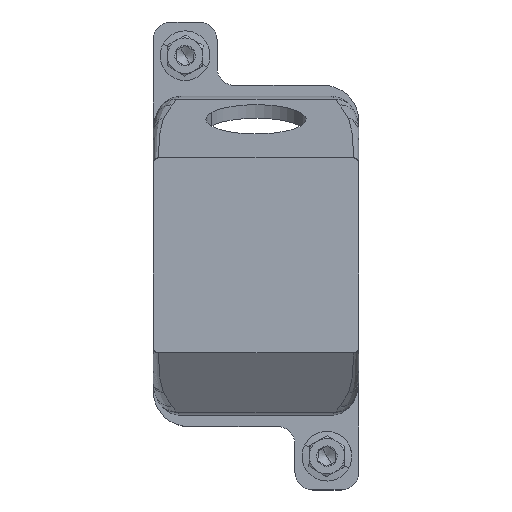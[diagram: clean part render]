
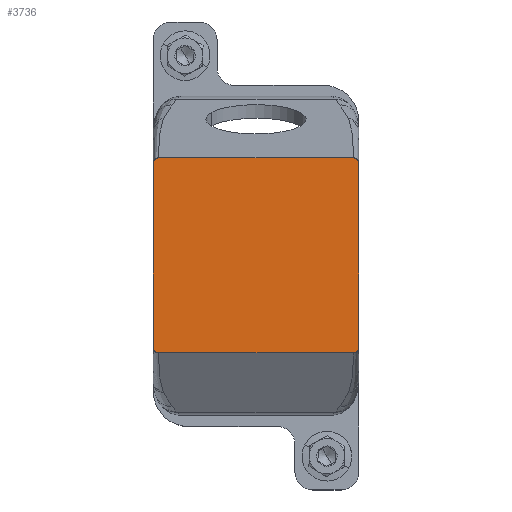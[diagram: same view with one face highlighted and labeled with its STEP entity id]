
A CAD part, top view. The second image highlights one B-rep face of the part: STEP entity #3736.
In plain terms, the highlighted planar face has unit normal (0, 0, 1).
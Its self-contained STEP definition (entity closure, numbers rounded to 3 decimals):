
#3657=AXIS2_PLACEMENT_3D('Plane Axis2P3D',#3654,#3655,#3656) ;
#2702=CARTESIAN_POINT('Vertex',(1.5,93.5,111.)) ;
#2705=CARTESIAN_POINT('Line Origine',(29.,93.5,111.)) ;
#2709=CARTESIAN_POINT('Vertex',(56.5,93.5,111.)) ;
#3615=CARTESIAN_POINT('Control Point',(1.5,93.5,111.)) ;
#3616=CARTESIAN_POINT('Control Point',(1.021,93.5,111.)) ;
#3617=CARTESIAN_POINT('Control Point',(0.543,93.3,111.)) ;
#3618=CARTESIAN_POINT('Control Point',(0.181,92.905,111.)) ;
#3619=CARTESIAN_POINT('Control Point',(0.,92.419,111.)) ;
#3620=CARTESIAN_POINT('Control Point',(0.,91.931,111.)) ;
#3621=CARTESIAN_POINT('Vertex',(0.,91.931,111.)) ;
#3654=CARTESIAN_POINT('Axis2P3D Location',(58.,66.,111.)) ;
#3659=CARTESIAN_POINT('Line Origine',(0.,66.,111.)) ;
#3663=CARTESIAN_POINT('Vertex',(0.,40.069,111.)) ;
#3667=CARTESIAN_POINT('Control Point',(1.5,38.5,111.)) ;
#3668=CARTESIAN_POINT('Control Point',(1.323,38.5,111.)) ;
#3669=CARTESIAN_POINT('Control Point',(1.147,38.528,111.)) ;
#3670=CARTESIAN_POINT('Control Point',(0.976,38.582,111.)) ;
#3671=CARTESIAN_POINT('Control Point',(0.651,38.743,111.)) ;
#3672=CARTESIAN_POINT('Control Point',(0.388,38.991,111.)) ;
#3673=CARTESIAN_POINT('Control Point',(0.274,39.136,111.)) ;
#3674=CARTESIAN_POINT('Control Point',(0.121,39.404,111.)) ;
#3675=CARTESIAN_POINT('Control Point',(0.035,39.699,111.)) ;
#3676=CARTESIAN_POINT('Control Point',(0.012,39.821,111.)) ;
#3677=CARTESIAN_POINT('Control Point',(0.,39.945,111.)) ;
#3678=CARTESIAN_POINT('Control Point',(0.,40.069,111.)) ;
#3679=CARTESIAN_POINT('Vertex',(1.5,38.5,111.)) ;
#3682=CARTESIAN_POINT('Line Origine',(29.,38.5,111.)) ;
#3686=CARTESIAN_POINT('Vertex',(56.5,38.5,111.)) ;
#3690=CARTESIAN_POINT('Control Point',(56.5,38.5,111.)) ;
#3691=CARTESIAN_POINT('Control Point',(56.677,38.5,111.)) ;
#3692=CARTESIAN_POINT('Control Point',(56.853,38.528,111.)) ;
#3693=CARTESIAN_POINT('Control Point',(57.024,38.582,111.)) ;
#3694=CARTESIAN_POINT('Control Point',(57.349,38.743,111.)) ;
#3695=CARTESIAN_POINT('Control Point',(57.612,38.991,111.)) ;
#3696=CARTESIAN_POINT('Control Point',(57.726,39.136,111.)) ;
#3697=CARTESIAN_POINT('Control Point',(57.879,39.404,111.)) ;
#3698=CARTESIAN_POINT('Control Point',(57.965,39.699,111.)) ;
#3699=CARTESIAN_POINT('Control Point',(57.988,39.821,111.)) ;
#3700=CARTESIAN_POINT('Control Point',(58.,39.945,111.)) ;
#3701=CARTESIAN_POINT('Control Point',(58.,40.069,111.)) ;
#3702=CARTESIAN_POINT('Vertex',(58.,40.069,111.)) ;
#3705=CARTESIAN_POINT('Line Origine',(58.,66.,111.)) ;
#3709=CARTESIAN_POINT('Vertex',(58.,91.931,111.)) ;
#3713=CARTESIAN_POINT('Control Point',(56.5,93.5,111.)) ;
#3714=CARTESIAN_POINT('Control Point',(56.677,93.5,111.)) ;
#3715=CARTESIAN_POINT('Control Point',(56.853,93.472,111.)) ;
#3716=CARTESIAN_POINT('Control Point',(57.024,93.418,111.)) ;
#3717=CARTESIAN_POINT('Control Point',(57.349,93.258,111.)) ;
#3718=CARTESIAN_POINT('Control Point',(57.612,93.009,111.)) ;
#3719=CARTESIAN_POINT('Control Point',(57.726,92.863,111.)) ;
#3720=CARTESIAN_POINT('Control Point',(57.879,92.595,111.)) ;
#3721=CARTESIAN_POINT('Control Point',(57.965,92.301,111.)) ;
#3722=CARTESIAN_POINT('Control Point',(57.988,92.178,111.)) ;
#3723=CARTESIAN_POINT('Control Point',(58.,92.055,111.)) ;
#3724=CARTESIAN_POINT('Control Point',(58.,91.931,111.)) ;
#2706=DIRECTION('Vector Direction',(-1.,0.,0.)) ;
#3655=DIRECTION('Axis2P3D Direction',(0.,0.,1.)) ;
#3656=DIRECTION('Axis2P3D XDirection',(-1.,0.,0.)) ;
#3660=DIRECTION('Vector Direction',(0.,-1.,0.)) ;
#3683=DIRECTION('Vector Direction',(-1.,0.,0.)) ;
#3706=DIRECTION('Vector Direction',(0.,-1.,0.)) ;
#2707=VECTOR('Line Direction',#2706,1.) ;
#3661=VECTOR('Line Direction',#3660,1.) ;
#3684=VECTOR('Line Direction',#3683,1.) ;
#3707=VECTOR('Line Direction',#3706,1.) ;
#3727=ORIENTED_EDGE('',*,*,#2711,.T.) ;
#3728=ORIENTED_EDGE('',*,*,#3623,.F.) ;
#3729=ORIENTED_EDGE('',*,*,#3665,.T.) ;
#3730=ORIENTED_EDGE('',*,*,#3681,.F.) ;
#3731=ORIENTED_EDGE('',*,*,#3688,.F.) ;
#3732=ORIENTED_EDGE('',*,*,#3704,.F.) ;
#3733=ORIENTED_EDGE('',*,*,#3711,.F.) ;
#3734=ORIENTED_EDGE('',*,*,#3725,.F.) ;
#3736=ADVANCED_FACE('Hood.1',(#3735),#3658,.T.) ;
#3614=B_SPLINE_CURVE_WITH_KNOTS('',5,(#3615,#3616,#3617,#3618,#3619,#3620),.UNSPECIFIED.,.F.,.U.,(6,6),(0.,3.712),.UNSPECIFIED.) ;
#3666=B_SPLINE_CURVE_WITH_KNOTS('',5,(#3667,#3668,#3669,#3670,#3671,#3672,#3673,#3674,#3675,#3676,#3677,#3678),.UNSPECIFIED.,.F.,.U.,(6,3,3,6),(0.,1.247,2.537,3.42),.UNSPECIFIED.) ;
#3689=B_SPLINE_CURVE_WITH_KNOTS('',5,(#3690,#3691,#3692,#3693,#3694,#3695,#3696,#3697,#3698,#3699,#3700,#3701),.UNSPECIFIED.,.F.,.U.,(6,3,3,6),(0.,1.247,2.537,3.42),.UNSPECIFIED.) ;
#3712=B_SPLINE_CURVE_WITH_KNOTS('',5,(#3713,#3714,#3715,#3716,#3717,#3718,#3719,#3720,#3721,#3722,#3723,#3724),.UNSPECIFIED.,.F.,.U.,(6,3,3,6),(0.,1.251,2.542,3.42),.UNSPECIFIED.) ;
#2711=EDGE_CURVE('',#2710,#2703,#2708,.T.) ;
#3623=EDGE_CURVE('',#3622,#2703,#3614,.F.) ;
#3665=EDGE_CURVE('',#3622,#3664,#3662,.T.) ;
#3681=EDGE_CURVE('',#3680,#3664,#3666,.T.) ;
#3688=EDGE_CURVE('',#3687,#3680,#3685,.T.) ;
#3704=EDGE_CURVE('',#3703,#3687,#3689,.F.) ;
#3711=EDGE_CURVE('',#3710,#3703,#3708,.T.) ;
#3725=EDGE_CURVE('',#2710,#3710,#3712,.T.) ;
#3726=EDGE_LOOP('',(#3727,#3728,#3729,#3730,#3731,#3732,#3733,#3734)) ;
#3735=FACE_OUTER_BOUND('',#3726,.T.) ;
#2708=LINE('Line',#2705,#2707) ;
#3662=LINE('Line',#3659,#3661) ;
#3685=LINE('Line',#3682,#3684) ;
#3708=LINE('Line',#3705,#3707) ;
#3658=PLANE('',#3657) ;
#2703=VERTEX_POINT('',#2702) ;
#2710=VERTEX_POINT('',#2709) ;
#3622=VERTEX_POINT('',#3621) ;
#3664=VERTEX_POINT('',#3663) ;
#3680=VERTEX_POINT('',#3679) ;
#3687=VERTEX_POINT('',#3686) ;
#3703=VERTEX_POINT('',#3702) ;
#3710=VERTEX_POINT('',#3709) ;
